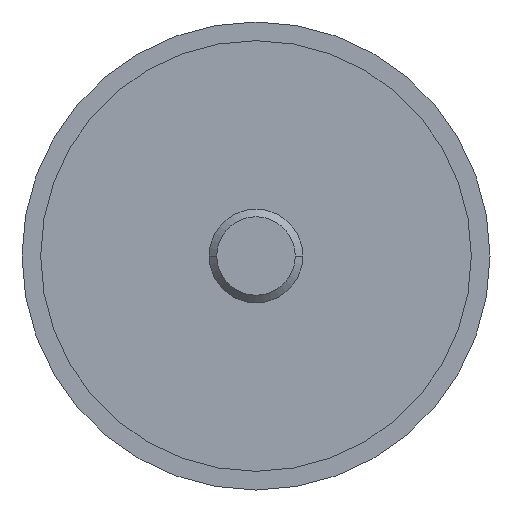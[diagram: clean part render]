
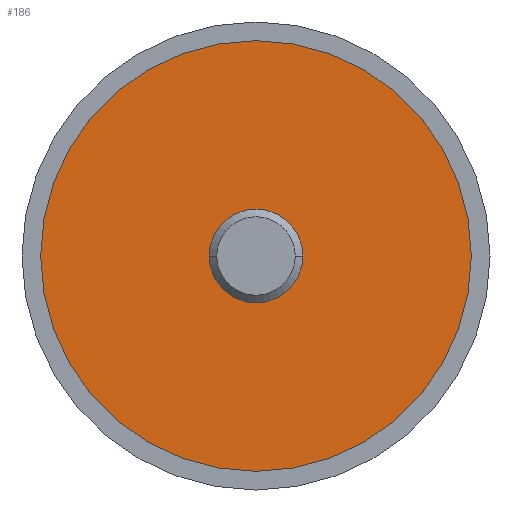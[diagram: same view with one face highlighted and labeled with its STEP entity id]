
A CAD part, front view. The second image highlights one B-rep face of the part: STEP entity #186.
In plain terms, the highlighted planar face has unit normal (0, -1, 0).
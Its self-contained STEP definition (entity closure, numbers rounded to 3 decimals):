
#186=ADVANCED_FACE('',(#437,#438),#439,.T.);
#194=EDGE_CURVE('',#244,#212,#447,.T.);
#212=VERTEX_POINT('',#468);
#222=EDGE_CURVE('',#360,#328,#478,.T.);
#244=VERTEX_POINT('',#502);
#320=EDGE_CURVE('',#328,#360,#591,.T.);
#328=VERTEX_POINT('',#600);
#334=EDGE_CURVE('',#212,#244,#606,.T.);
#360=VERTEX_POINT('',#635);
#437=FACE_BOUND('',#717,.T.);
#438=FACE_OUTER_BOUND('',#718,.T.);
#439=PLANE('',#719);
#447=CIRCLE('',#732,5.0);
#468=CARTESIAN_POINT('',(-5.0,0.0,0.));
#478=CIRCLE('',#771,23.0);
#502=CARTESIAN_POINT('',(5.0,0.0,0.));
#591=CIRCLE('',#914,23.0);
#600=CARTESIAN_POINT('',(-23.0,0.0,0.));
#606=CIRCLE('',#933,5.0);
#635=CARTESIAN_POINT('',(23.0,0.0,0.0));
#717=EDGE_LOOP('',(#1050,#1051));
#718=EDGE_LOOP('',(#1052,#1053));
#719=AXIS2_PLACEMENT_3D('',#1054,#1055,#1056);
#732=AXIS2_PLACEMENT_3D('',#1064,#1065,#1066);
#771=AXIS2_PLACEMENT_3D('',#1100,#1101,#1102);
#914=AXIS2_PLACEMENT_3D('',#1237,#1238,#1239);
#933=AXIS2_PLACEMENT_3D('',#1257,#1258,#1259);
#1050=ORIENTED_EDGE('',*,*,#334,.T.);
#1051=ORIENTED_EDGE('',*,*,#194,.T.);
#1052=ORIENTED_EDGE('',*,*,#222,.T.);
#1053=ORIENTED_EDGE('',*,*,#320,.T.);
#1054=CARTESIAN_POINT('',(0.0,0.0,0.0));
#1055=DIRECTION('',(0.0,-1.0,0.0));
#1056=DIRECTION('',(-1.0,0.0,0.0));
#1064=CARTESIAN_POINT('',(0.0,0.0,0.0));
#1065=DIRECTION('',(-0.0,1.0,0.0));
#1066=DIRECTION('',(1.0,0.0,0.0));
#1100=CARTESIAN_POINT('',(0.0,0.0,0.0));
#1101=DIRECTION('',(0.0,-1.0,0.0));
#1102=DIRECTION('',(1.0,0.0,0.0));
#1237=CARTESIAN_POINT('',(0.0,0.0,0.0));
#1238=DIRECTION('',(0.0,-1.0,0.0));
#1239=DIRECTION('',(1.0,0.0,0.0));
#1257=CARTESIAN_POINT('',(0.0,0.0,0.0));
#1258=DIRECTION('',(-0.0,1.0,0.0));
#1259=DIRECTION('',(1.0,0.0,0.0));
